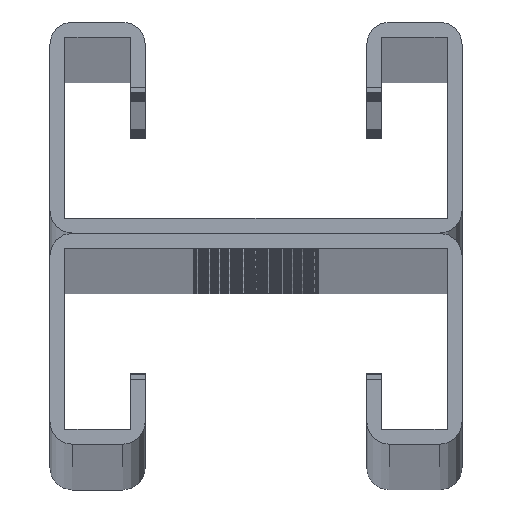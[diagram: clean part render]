
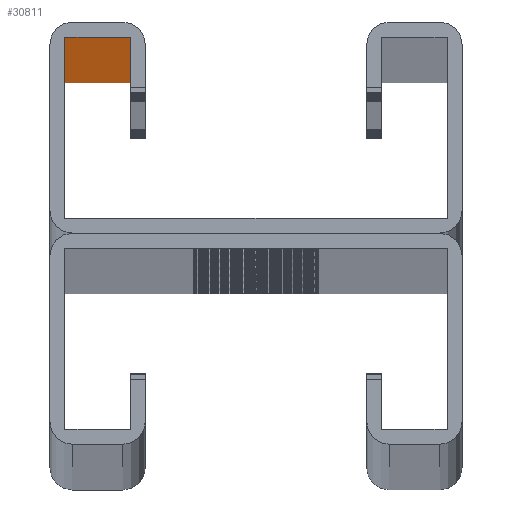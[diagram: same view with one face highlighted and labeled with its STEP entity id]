
A CAD part, top view. The second image highlights one B-rep face of the part: STEP entity #30811.
In plain terms, the highlighted planar face has unit normal (0, -1, 0).
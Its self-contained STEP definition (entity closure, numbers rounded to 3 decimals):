
#1043 = CARTESIAN_POINT ( 'NONE',  ( -19., 19.5, -2600. ) ) ;
#1979 = FACE_OUTER_BOUND ( 'NONE', #44014, .T. ) ;
#2008 = CARTESIAN_POINT ( 'NONE',  ( 0., 19.5, 0. ) ) ;
#2725 = EDGE_CURVE ( 'NONE', #48078, #41474, #24057, .T. ) ;
#3163 = AXIS2_PLACEMENT_3D ( 'NONE', #22478, #60124, #3770 ) ;
#3572 = PLANE ( 'NONE',  #3163 ) ;
#3770 = DIRECTION ( 'NONE',  ( 0., 0., -1. ) ) ;
#6298 = VECTOR ( 'NONE', #37877, 1000. ) ;
#6608 = CARTESIAN_POINT ( 'NONE',  ( -20.5, 19.5, -2600. ) ) ;
#7323 = EDGE_CURVE ( 'NONE', #18108, #41474, #20286, .T. ) ;
#12534 = VERTEX_POINT ( 'NONE', #55986 ) ;
#12539 = LINE ( 'NONE', #2008, #53715 ) ;
#15860 = VECTOR ( 'NONE', #25729, 1000. ) ;
#16005 = DIRECTION ( 'NONE',  ( 1., 0., 0. ) ) ;
#18108 = VERTEX_POINT ( 'NONE', #1043 ) ;
#18929 = VECTOR ( 'NONE', #27687, 1000. ) ;
#19485 = LINE ( 'NONE', #60916, #6298 ) ;
#20286 = LINE ( 'NONE', #6608, #15860 ) ;
#22478 = CARTESIAN_POINT ( 'NONE',  ( -20.5, 19.5, -1300. ) ) ;
#24057 = LINE ( 'NONE', #33045, #18929 ) ;
#25729 = DIRECTION ( 'NONE',  ( 1., 0., 0. ) ) ;
#26626 = EDGE_CURVE ( 'NONE', #12534, #18108, #19485, .T. ) ;
#27687 = DIRECTION ( 'NONE',  ( 0., 0., -1. ) ) ;
#30811 = ADVANCED_FACE ( 'NONE', ( #1979 ), #3572, .T. ) ;
#33045 = CARTESIAN_POINT ( 'NONE',  ( -12.5, 19.5, -1300. ) ) ;
#34288 = ORIENTED_EDGE ( 'NONE', *, *, #26626, .T. ) ;
#37522 = EDGE_CURVE ( 'NONE', #12534, #48078, #12539, .T. ) ;
#37877 = DIRECTION ( 'NONE',  ( 0., 0., -1. ) ) ;
#38925 = ORIENTED_EDGE ( 'NONE', *, *, #2725, .F. ) ;
#39810 = ORIENTED_EDGE ( 'NONE', *, *, #37522, .F. ) ;
#41474 = VERTEX_POINT ( 'NONE', #60058 ) ;
#43749 = ORIENTED_EDGE ( 'NONE', *, *, #7323, .T. ) ;
#44014 = EDGE_LOOP ( 'NONE', ( #39810, #34288, #43749, #38925 ) ) ;
#48078 = VERTEX_POINT ( 'NONE', #52451 ) ;
#52451 = CARTESIAN_POINT ( 'NONE',  ( -12.5, 19.5, 0. ) ) ;
#53715 = VECTOR ( 'NONE', #16005, 1000. ) ;
#55986 = CARTESIAN_POINT ( 'NONE',  ( -19., 19.5, 0. ) ) ;
#60058 = CARTESIAN_POINT ( 'NONE',  ( -12.5, 19.5, -2600. ) ) ;
#60124 = DIRECTION ( 'NONE',  ( 0., -1., 0. ) ) ;
#60916 = CARTESIAN_POINT ( 'NONE',  ( -19., 19.5, -1300. ) ) ;
